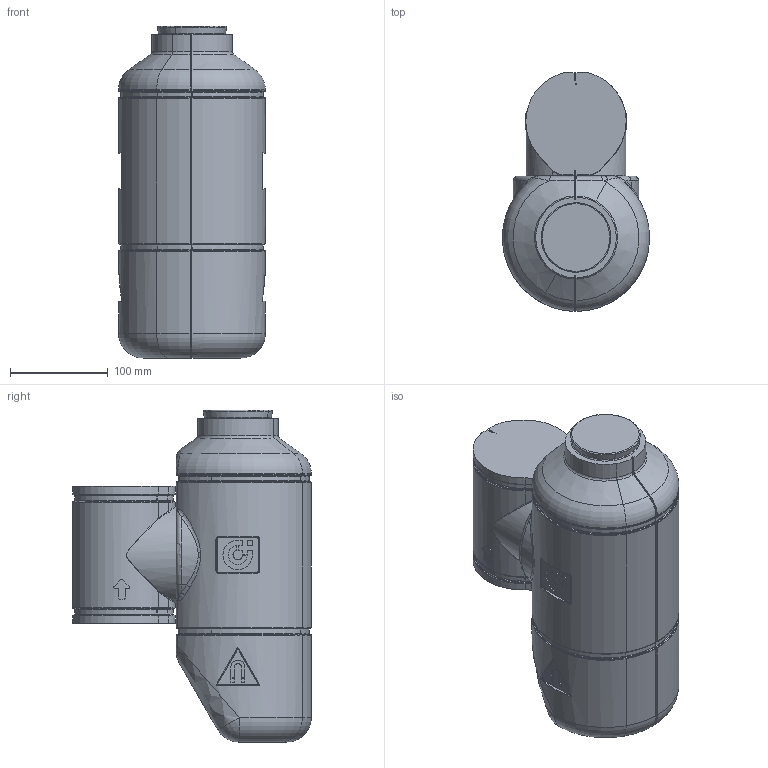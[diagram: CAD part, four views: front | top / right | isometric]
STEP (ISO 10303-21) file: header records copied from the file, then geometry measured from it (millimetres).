
FILE_DESCRIPTION(('CATIA V5 STEP Exchange','CAx-IF Rec.Pracs.--- Model Styling and Organization---1.5--- 2016-08-15','CAx-IF Rec.Pracs.---Supplemental Geometry---1.0---2011-11-01','CAx-IF Rec.Pracs.--- Composite Materials ---3.4---2017-06-13','CAx-IF Rec.Pracs.---Tessellated 3D Geometry---1.0---2015-12-17'),'2;1');
FILE_NAME('STEP_CBN546409_-_TST.stp','2025-07-31T13:00:46+00:00',('none'),('none'),'CATIA Version 5-6 Release 2020 SP5','CATIA V5 STEP AP242 v2','none');
FILE_SCHEMA(('AP242_MANAGED_MODEL_BASED_3D_ENGINEERING_MIM_LF {1 0 10303 442 1 1 4}'));
Length unit declared in the file: millimetre
Products named in the file (1): CBN546409 - TST
Bounding box: 150 x 243.6 x 339 mm (x, y, z)
Volume: 6099785.7 mm3; surface area: 250235.3 mm2
Topology: 1 solids, 2 shells, 837 faces, 2024 edges, 1185 vertices
Faces by surface type: cylinder 253, plane 236, bspline 181, torus 106, cone 38, sphere 23
Entity records: 35826 total; most frequent: CARTESIAN_POINT 18271, ORIENTED_EDGE 3994, DIRECTION 2387, EDGE_CURVE 1997, VERTEX_POINT 1185, AXIS2_PLACEMENT_3D 1071, EDGE_LOOP 858, ADVANCED_FACE 837
